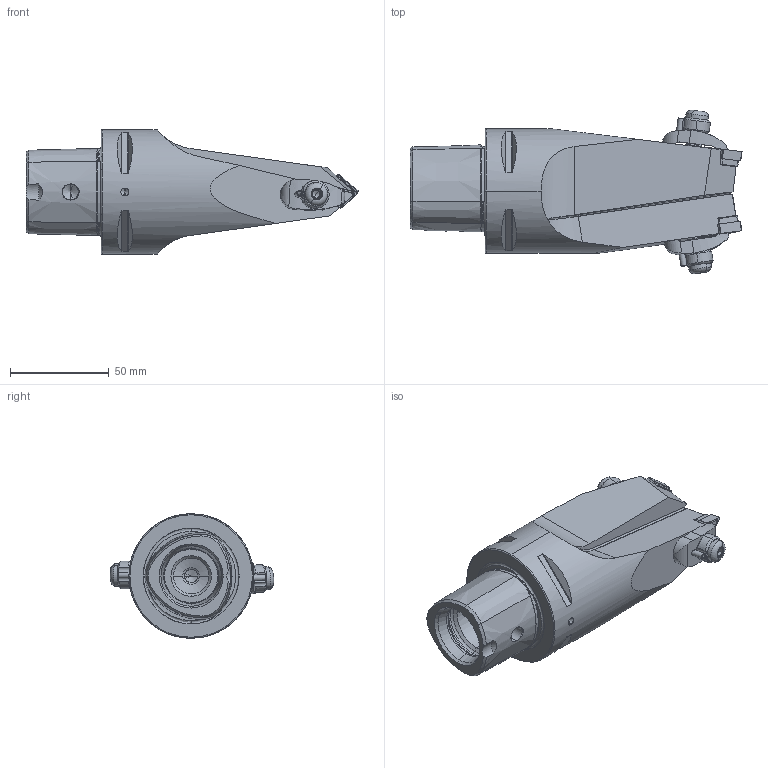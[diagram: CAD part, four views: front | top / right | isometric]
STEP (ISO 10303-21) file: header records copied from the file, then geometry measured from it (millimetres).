
FILE_DESCRIPTION (( 'STEP AP203' ), '1' );
FILE_NAME ('PS6-KCD.NZD.130.STEP', '2014-11-19T05:54:56', ( 'SwiAdmin' ), ( '' ), 'SwSTEP 2.0', 'SolidWorks 2012', '' );
FILE_SCHEMA (( 'CONFIG_CONTROL_DESIGN' ));
Length unit declared in the file: millimetre
Products named in the file (13): ISO 14581 - M3x8; WDE-ER2.101.003_A; DNMG110404; ISO 13337 - 3 x 12_PreviewCfg; WCC-ER5.102.012_B; WCC-ER5.102.005_A; WCC-ER4.103.032_A; WCC-ER3.102.024_C; WCC-ER2.001.010_A; WCD-ER2.101.003_A; CNMG120404; PS6-KCD.NZD.130_A; PS6-KCD.NZD.130
Assembly tree (17 placements, depth 2):
  PS6-KCD.NZD.130
    PS6-KCD.NZD.130_A
    CNMG120404
    WCD-ER2.101.003_A
    WCC-ER2.001.010_A
    WCC-ER3.102.024_C  x2
    WCC-ER4.103.032_A  x2
    WCC-ER5.102.005_A  x2
    WCC-ER5.102.012_B  x2
    ISO 13337 - 3 x 12_PreviewCfg  x2
    DNMG110404
    WDE-ER2.101.003_A
    ISO 14581 - M3x8
Bounding box: 168 x 82.74 x 63 mm (x, y, z)
Volume: 283385.8 mm3; surface area: 48097.4 mm2
Topology: 17 solids, 17 shells, 662 faces, 1613 edges, 976 vertices
Faces by surface type: cylinder 220, plane 176, cone 159, torus 83, bspline 24
Entity records: 18753 total; most frequent: CARTESIAN_POINT 4974, DIRECTION 2603, ORIENTED_EDGE 2564, EDGE_CURVE 1282, AXIS2_PLACEMENT_3D 1030, VERTEX_POINT 788, EDGE_LOOP 574, LINE 543
